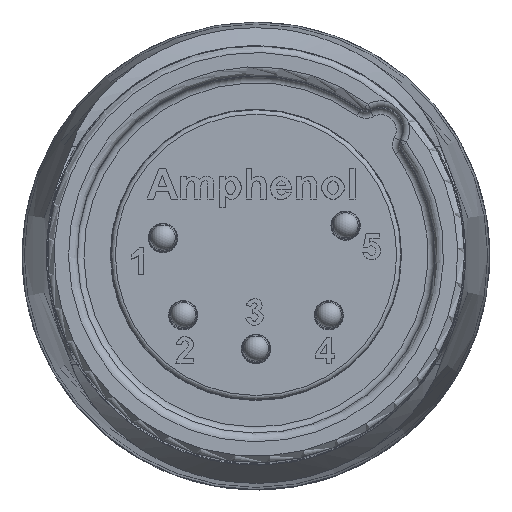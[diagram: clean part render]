
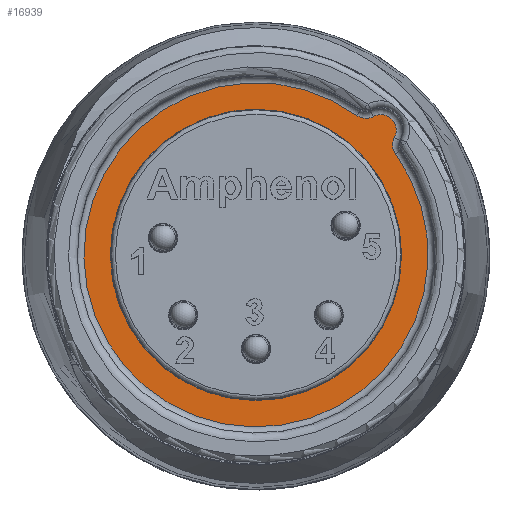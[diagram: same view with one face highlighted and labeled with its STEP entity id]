
A CAD part, top view. The second image highlights one B-rep face of the part: STEP entity #16939.
In plain terms, the highlighted planar face has unit normal (0, 0, 1).
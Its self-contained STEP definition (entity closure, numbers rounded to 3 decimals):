
#16662=CARTESIAN_POINT('',(6.6,0.,17.55));
#16663=VERTEX_POINT('',#16662);
#16664=CARTESIAN_POINT('',(0.0,0.0,17.55));
#16665=DIRECTION('',(0.0,0.0,-1.0));
#16666=DIRECTION('',(-1.0,0.0,0.0));
#16667=AXIS2_PLACEMENT_3D('',#16664,#16665,#16666);
#16668=CIRCLE('',#16667,6.6);
#16669=EDGE_CURVE('',#16663,#16663,#16668,.T.);
#16682=CARTESIAN_POINT('',(4.574,6.318,17.55));
#16683=VERTEX_POINT('',#16682);
#16702=CARTESIAN_POINT('',(6.318,4.574,17.55));
#16703=VERTEX_POINT('',#16702);
#16711=CARTESIAN_POINT('',(0.0,0.0,17.55));
#16712=DIRECTION('',(0.0,0.0,-1.0));
#16713=DIRECTION('',(-0.707,-0.707,0.0));
#16714=AXIS2_PLACEMENT_3D('',#16711,#16712,#16713);
#16715=CIRCLE('',#16714,7.8);
#16716=EDGE_CURVE('',#16703,#16683,#16715,.T.);
#16726=CARTESIAN_POINT('',(5.321,6.271,17.55));
#16727=VERTEX_POINT('',#16726);
#16745=CARTESIAN_POINT('',(4.985,6.885,17.55));
#16746=DIRECTION('',(0.0,0.0,1.0));
#16747=DIRECTION('',(-0.063,-0.998,0.0));
#16748=AXIS2_PLACEMENT_3D('',#16745,#16746,#16747);
#16749=CIRCLE('',#16748,0.7);
#16750=EDGE_CURVE('',#16683,#16727,#16749,.T.);
#16762=CARTESIAN_POINT('',(6.271,5.321,17.55));
#16763=VERTEX_POINT('',#16762);
#16771=CARTESIAN_POINT('',(6.885,4.985,17.55));
#16772=DIRECTION('',(0.0,0.0,1.0));
#16773=DIRECTION('',(-0.998,-0.063,0.0));
#16774=AXIS2_PLACEMENT_3D('',#16771,#16772,#16773);
#16775=CIRCLE('',#16774,0.7);
#16776=EDGE_CURVE('',#16763,#16703,#16775,.T.);
#16795=CARTESIAN_POINT('',(5.657,5.657,17.55));
#16796=DIRECTION('',(0.0,0.0,-1.0));
#16797=DIRECTION('',(0.707,0.707,0.0));
#16798=AXIS2_PLACEMENT_3D('',#16795,#16796,#16797);
#16799=CIRCLE('',#16798,0.7);
#16800=EDGE_CURVE('',#16727,#16763,#16799,.T.);
#16925=CARTESIAN_POINT('',(0.0,0.0,17.55));
#16926=DIRECTION('',(0.0,0.0,-1.0));
#16927=DIRECTION('',(-1.0,0.0,0.0));
#16928=AXIS2_PLACEMENT_3D('',#16925,#16926,#16927);
#16929=PLANE('',#16928);
#16930=ORIENTED_EDGE('',*,*,#16716,.F.);
#16931=ORIENTED_EDGE('',*,*,#16776,.F.);
#16932=ORIENTED_EDGE('',*,*,#16800,.F.);
#16933=ORIENTED_EDGE('',*,*,#16750,.F.);
#16934=EDGE_LOOP('',(#16930,#16931,#16932,#16933));
#16935=FACE_OUTER_BOUND('',#16934,.T.);
#16936=ORIENTED_EDGE('',*,*,#16669,.T.);
#16937=EDGE_LOOP('',(#16936));
#16938=FACE_BOUND('',#16937,.T.);
#16939=ADVANCED_FACE('',(#16935,#16938),#16929,.F.);
